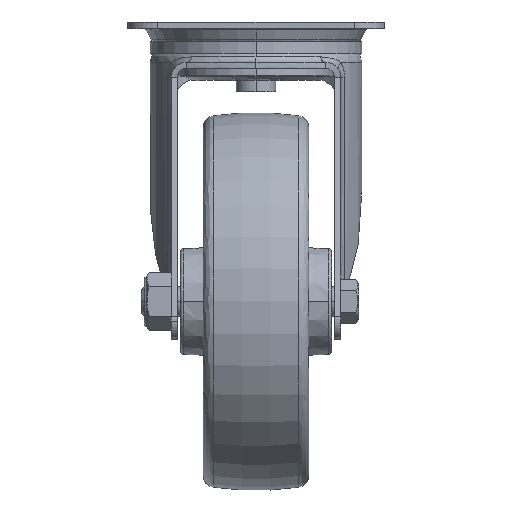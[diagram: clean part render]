
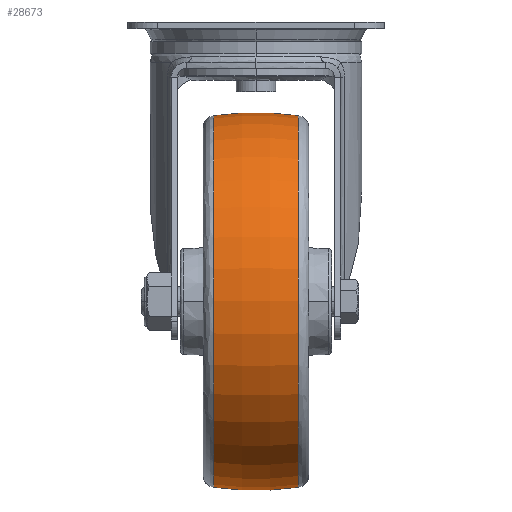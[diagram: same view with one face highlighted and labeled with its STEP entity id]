
A CAD part, top view. The second image highlights one B-rep face of the part: STEP entity #28673.
In plain terms, the highlighted toroidal (fillet/blend) face has major radius 37.5 mm and minor radius 100 mm.
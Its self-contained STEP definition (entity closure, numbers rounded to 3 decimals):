
#5 = CIRCLE ( 'NONE', #29666, 100. ) ;
#520 = ORIENTED_EDGE ( 'NONE', *, *, #18606, .T. ) ;
#1043 = CARTESIAN_POINT ( 'NONE',  ( 0., -122.2, 40. ) ) ;
#1248 = CARTESIAN_POINT ( 'NONE',  ( -14.062, -84.7, 40. ) ) ;
#1812 = VERTEX_POINT ( 'NONE', #15914 ) ;
#1816 = ORIENTED_EDGE ( 'NONE', *, *, #28304, .F. ) ;
#2792 = ORIENTED_EDGE ( 'NONE', *, *, #17560, .T. ) ;
#2962 = DIRECTION ( 'NONE',  ( 1., 0., 0. ) ) ;
#4895 = ORIENTED_EDGE ( 'NONE', *, *, #24770, .T. ) ;
#6235 = DIRECTION ( 'NONE',  ( -1., 0., 0. ) ) ;
#6248 = CARTESIAN_POINT ( 'NONE',  ( 14.062, -84.7, 40. ) ) ;
#7359 = TOROIDAL_SURFACE ( 'NONE', #31837, -37.5, 100. ) ;
#9052 = CIRCLE ( 'NONE', #27261, 100. ) ;
#10282 = CARTESIAN_POINT ( 'NONE',  ( 0., -84.7, 40. ) ) ;
#11008 = CARTESIAN_POINT ( 'NONE',  ( -14.062, -146.206, 40. ) ) ;
#12116 = CIRCLE ( 'NONE', #16261, 61.506 ) ;
#12245 = DIRECTION ( 'NONE',  ( 0., 1., 0. ) ) ;
#15525 = VERTEX_POINT ( 'NONE', #11008 ) ;
#15653 = VERTEX_POINT ( 'NONE', #20066 ) ;
#15914 = CARTESIAN_POINT ( 'NONE',  ( 14.062, -146.206, 40. ) ) ;
#16261 = AXIS2_PLACEMENT_3D ( 'NONE', #6248, #31341, #31026 ) ;
#16547 = EDGE_LOOP ( 'NONE', ( #2792, #520, #4895, #1816 ) ) ;
#17310 = VERTEX_POINT ( 'NONE', #26678 ) ;
#17560 = EDGE_CURVE ( 'NONE', #15653, #15525, #28480, .T. ) ;
#18577 = AXIS2_PLACEMENT_3D ( 'NONE', #1248, #26802, #21425 ) ;
#18606 = EDGE_CURVE ( 'NONE', #15525, #1812, #5, .T. ) ;
#20066 = CARTESIAN_POINT ( 'NONE',  ( -14.062, -23.194, 40. ) ) ;
#20388 = FACE_OUTER_BOUND ( 'NONE', #16547, .T. ) ;
#20588 = DIRECTION ( 'NONE',  ( 0., 0., -1. ) ) ;
#21425 = DIRECTION ( 'NONE',  ( 0., 0.998, -0.063 ) ) ;
#24770 = EDGE_CURVE ( 'NONE', #1812, #17310, #12116, .T. ) ;
#26678 = CARTESIAN_POINT ( 'NONE',  ( 14.062, -23.194, 40. ) ) ;
#26802 = DIRECTION ( 'NONE',  ( 1., 0., 0. ) ) ;
#27261 = AXIS2_PLACEMENT_3D ( 'NONE', #1043, #20588, #6235 ) ;
#28304 = EDGE_CURVE ( 'NONE', #15653, #17310, #9052, .T. ) ;
#28480 = CIRCLE ( 'NONE', #18577, 61.506 ) ;
#28673 = ADVANCED_FACE ( 'NONE', ( #20388 ), #7359, .T. ) ;
#28977 = CARTESIAN_POINT ( 'NONE',  ( 0., -47.2, 40. ) ) ;
#29666 = AXIS2_PLACEMENT_3D ( 'NONE', #28977, #31423, #31106 ) ;
#31026 = DIRECTION ( 'NONE',  ( 0., 0.998, -0.063 ) ) ;
#31106 = DIRECTION ( 'NONE',  ( 0., -1., 0. ) ) ;
#31341 = DIRECTION ( 'NONE',  ( -1., 0., 0. ) ) ;
#31423 = DIRECTION ( 'NONE',  ( 0., 0., 1. ) ) ;
#31837 = AXIS2_PLACEMENT_3D ( 'NONE', #10282, #2962, #12245 ) ;
